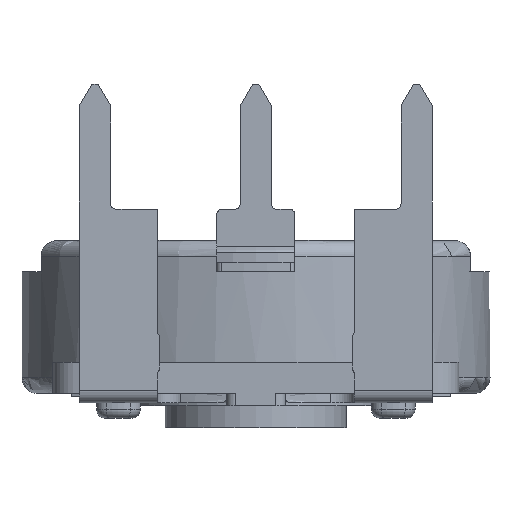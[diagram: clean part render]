
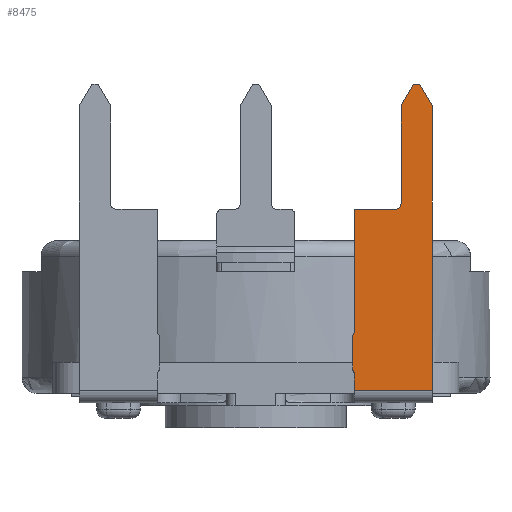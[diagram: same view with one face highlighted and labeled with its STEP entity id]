
A CAD part, front view. The second image highlights one B-rep face of the part: STEP entity #8475.
In plain terms, the highlighted face is planar.
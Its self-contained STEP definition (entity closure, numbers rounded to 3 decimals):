
#68 = CARTESIAN_POINT ( 'NONE',  ( -3.15, -7.796, 0.3 ) ) ;
#197 = ORIENTED_EDGE ( 'NONE', *, *, #12354, .T. ) ;
#364 = AXIS2_PLACEMENT_3D ( 'NONE', #11869, #11819, #11771 ) ;
#419 = CARTESIAN_POINT ( 'NONE',  ( -3.15, -8.326, 0.3 ) ) ;
#427 = DIRECTION ( 'NONE',  ( 0.5, -0.866, 0. ) ) ;
#857 = VECTOR ( 'NONE', #4038, 1000. ) ;
#1157 = DIRECTION ( 'NONE',  ( 0., 1., 0. ) ) ;
#1223 = LINE ( 'NONE', #5134, #857 ) ;
#1245 = LINE ( 'NONE', #7186, #7032 ) ;
#1315 = CARTESIAN_POINT ( 'NONE',  ( -3.1, -8.446, 0.3 ) ) ;
#1463 = VERTEX_POINT ( 'NONE', #8592 ) ;
#1535 = VECTOR ( 'NONE', #8322, 1000. ) ;
#1824 = CARTESIAN_POINT ( 'NONE',  ( -5.25, -17.6, 0.3 ) ) ;
#1837 = AXIS2_PLACEMENT_3D ( 'NONE', #13665, #6707, #14826 ) ;
#1981 = ORIENTED_EDGE ( 'NONE', *, *, #10362, .T. ) ;
#2000 = EDGE_CURVE ( 'NONE', #11412, #8145, #14756, .T. ) ;
#2214 = DIRECTION ( 'NONE',  ( 0., 0., 1. ) ) ;
#3245 = EDGE_CURVE ( 'NONE', #9954, #4005, #13385, .T. ) ;
#3295 = ORIENTED_EDGE ( 'NONE', *, *, #11899, .F. ) ;
#3397 = CARTESIAN_POINT ( 'NONE',  ( -5.65, -16.907, 0.3 ) ) ;
#3683 = DIRECTION ( 'NONE',  ( -1., 0., 0. ) ) ;
#3834 = FACE_OUTER_BOUND ( 'NONE', #10360, .T. ) ;
#3929 = ORIENTED_EDGE ( 'NONE', *, *, #5613, .F. ) ;
#4005 = VERTEX_POINT ( 'NONE', #14278 ) ;
#4038 = DIRECTION ( 'NONE',  ( 0., -1., 0. ) ) ;
#4062 = PLANE ( 'NONE',  #8497 ) ;
#4079 = EDGE_CURVE ( 'NONE', #14495, #5357, #8679, .T. ) ;
#4498 = EDGE_CURVE ( 'NONE', #12349, #11412, #1245, .T. ) ;
#4625 = EDGE_CURVE ( 'NONE', #12349, #9524, #12461, .T. ) ;
#4794 = ORIENTED_EDGE ( 'NONE', *, *, #4079, .F. ) ;
#4818 = CARTESIAN_POINT ( 'NONE',  ( -5.65, -7.796, 0.3 ) ) ;
#4830 = LINE ( 'NONE', #14304, #13708 ) ;
#4907 = DIRECTION ( 'NONE',  ( 1., 0., 0. ) ) ;
#4932 = VECTOR ( 'NONE', #1157, 1000. ) ;
#5134 = CARTESIAN_POINT ( 'NONE',  ( -3.15, -9.67, 0.3 ) ) ;
#5198 = DIRECTION ( 'NONE',  ( 1., 0., 0. ) ) ;
#5264 = LINE ( 'NONE', #6896, #4932 ) ;
#5357 = VERTEX_POINT ( 'NONE', #12500 ) ;
#5613 = EDGE_CURVE ( 'NONE', #5357, #13069, #1223, .T. ) ;
#5703 = VECTOR ( 'NONE', #4907, 1000. ) ;
#5843 = EDGE_CURVE ( 'NONE', #13044, #4005, #4830, .T. ) ;
#5882 = VECTOR ( 'NONE', #11349, 1000. ) ;
#6277 = ORIENTED_EDGE ( 'NONE', *, *, #4625, .T. ) ;
#6629 = ORIENTED_EDGE ( 'NONE', *, *, #11314, .F. ) ;
#6707 = DIRECTION ( 'NONE',  ( 0., 0., 1. ) ) ;
#6868 = EDGE_CURVE ( 'NONE', #8145, #13821, #7331, .T. ) ;
#6896 = CARTESIAN_POINT ( 'NONE',  ( -3.1, -6.926, 0.3 ) ) ;
#7032 = VECTOR ( 'NONE', #7283, 1000. ) ;
#7186 = CARTESIAN_POINT ( 'NONE',  ( -5.65, -3.318, 0.3 ) ) ;
#7200 = CARTESIAN_POINT ( 'NONE',  ( -3.15, -6.607, 0.3 ) ) ;
#7283 = DIRECTION ( 'NONE',  ( 0., 1., 0. ) ) ;
#7331 = LINE ( 'NONE', #7200, #1535 ) ;
#7454 = CARTESIAN_POINT ( 'NONE',  ( -5.05, -17.6, 0.3 ) ) ;
#7714 = CARTESIAN_POINT ( 'NONE',  ( -5.05, -17.6, 0.3 ) ) ;
#7950 = VECTOR ( 'NONE', #8930, 1000. ) ;
#7999 = CARTESIAN_POINT ( 'NONE',  ( -5.25, -17.6, 0.3 ) ) ;
#8145 = VERTEX_POINT ( 'NONE', #68 ) ;
#8276 = ORIENTED_EDGE ( 'NONE', *, *, #2000, .F. ) ;
#8322 = DIRECTION ( 'NONE',  ( 0., -1., 0. ) ) ;
#8475 = ADVANCED_FACE ( 'NONE', ( #3834 ), #4062, .T. ) ;
#8497 = AXIS2_PLACEMENT_3D ( 'NONE', #9786, #12169, #5198 ) ;
#8592 = CARTESIAN_POINT ( 'NONE',  ( -4.48, -13.6, 0.3 ) ) ;
#8679 = CIRCLE ( 'NONE', #364, 0.17 ) ;
#8768 = CIRCLE ( 'NONE', #11547, 0.17 ) ;
#8930 = DIRECTION ( 'NONE',  ( 0.5, 0.866, 0. ) ) ;
#9023 = VECTOR ( 'NONE', #427, 1000. ) ;
#9181 = CARTESIAN_POINT ( 'NONE',  ( -2.98, -8.326, 0.3 ) ) ;
#9524 = VERTEX_POINT ( 'NONE', #1824 ) ;
#9532 = ORIENTED_EDGE ( 'NONE', *, *, #6868, .F. ) ;
#9786 = CARTESIAN_POINT ( 'NONE',  ( -7.25, -25.5, 0.3 ) ) ;
#9885 = ORIENTED_EDGE ( 'NONE', *, *, #4498, .F. ) ;
#9954 = VERTEX_POINT ( 'NONE', #7454 ) ;
#10222 = CARTESIAN_POINT ( 'NONE',  ( -7.25, -7.796, 0.3 ) ) ;
#10296 = CARTESIAN_POINT ( 'NONE',  ( -4.65, -13.77, 0.3 ) ) ;
#10352 = DIRECTION ( 'NONE',  ( -1., 0., 0. ) ) ;
#10360 = EDGE_LOOP ( 'NONE', ( #8276, #9885, #6277, #1981, #14202, #10928, #13690, #3295, #3929, #4794, #197, #6629, #9532 ) ) ;
#10362 = EDGE_CURVE ( 'NONE', #9524, #9954, #11895, .T. ) ;
#10654 = CARTESIAN_POINT ( 'NONE',  ( -4.48, -13.6, 0.3 ) ) ;
#10928 = ORIENTED_EDGE ( 'NONE', *, *, #5843, .F. ) ;
#11121 = VECTOR ( 'NONE', #3683, 1000. ) ;
#11314 = EDGE_CURVE ( 'NONE', #13821, #14929, #8768, .T. ) ;
#11349 = DIRECTION ( 'NONE',  ( 1., 0., 0. ) ) ;
#11412 = VERTEX_POINT ( 'NONE', #4818 ) ;
#11547 = AXIS2_PLACEMENT_3D ( 'NONE', #9181, #2214, #10352 ) ;
#11771 = DIRECTION ( 'NONE',  ( -1., 0., 0. ) ) ;
#11819 = DIRECTION ( 'NONE',  ( 0., 0., 1. ) ) ;
#11869 = CARTESIAN_POINT ( 'NONE',  ( -2.98, -9.67, 0.3 ) ) ;
#11895 = LINE ( 'NONE', #13884, #5703 ) ;
#11899 = EDGE_CURVE ( 'NONE', #13069, #1463, #13835, .T. ) ;
#12169 = DIRECTION ( 'NONE',  ( 0., 0., 1. ) ) ;
#12349 = VERTEX_POINT ( 'NONE', #3397 ) ;
#12354 = EDGE_CURVE ( 'NONE', #14495, #14929, #5264, .T. ) ;
#12461 = LINE ( 'NONE', #7999, #9023 ) ;
#12500 = CARTESIAN_POINT ( 'NONE',  ( -3.15, -9.67, 0.3 ) ) ;
#13044 = VERTEX_POINT ( 'NONE', #10296 ) ;
#13069 = VERTEX_POINT ( 'NONE', #13779 ) ;
#13139 = CIRCLE ( 'NONE', #1837, 0.17 ) ;
#13385 = LINE ( 'NONE', #7714, #7950 ) ;
#13665 = CARTESIAN_POINT ( 'NONE',  ( -4.48, -13.77, 0.3 ) ) ;
#13690 = ORIENTED_EDGE ( 'NONE', *, *, #14673, .F. ) ;
#13708 = VECTOR ( 'NONE', #14922, 1000. ) ;
#13779 = CARTESIAN_POINT ( 'NONE',  ( -3.15, -13.6, 0.3 ) ) ;
#13821 = VERTEX_POINT ( 'NONE', #419 ) ;
#13835 = LINE ( 'NONE', #10654, #11121 ) ;
#13884 = CARTESIAN_POINT ( 'NONE',  ( -5.25, -17.6, 0.3 ) ) ;
#14202 = ORIENTED_EDGE ( 'NONE', *, *, #3245, .T. ) ;
#14278 = CARTESIAN_POINT ( 'NONE',  ( -4.65, -16.907, 0.3 ) ) ;
#14304 = CARTESIAN_POINT ( 'NONE',  ( -4.65, -13.77, 0.3 ) ) ;
#14475 = CARTESIAN_POINT ( 'NONE',  ( -3.1, -9.55, 0.3 ) ) ;
#14495 = VERTEX_POINT ( 'NONE', #14475 ) ;
#14673 = EDGE_CURVE ( 'NONE', #1463, #13044, #13139, .T. ) ;
#14756 = LINE ( 'NONE', #10222, #5882 ) ;
#14826 = DIRECTION ( 'NONE',  ( -1., 0., 0. ) ) ;
#14922 = DIRECTION ( 'NONE',  ( 0., -1., 0. ) ) ;
#14929 = VERTEX_POINT ( 'NONE', #1315 ) ;
